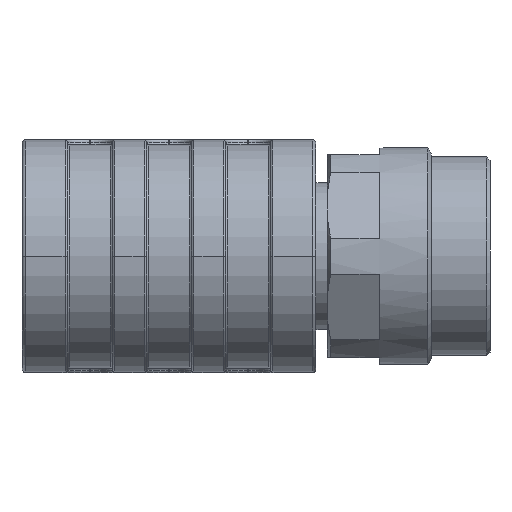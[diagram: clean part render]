
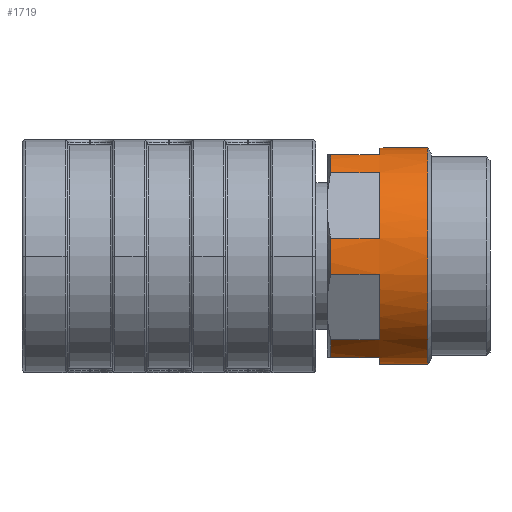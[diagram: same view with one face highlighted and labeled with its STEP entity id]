
A CAD part, front view. The second image highlights one B-rep face of the part: STEP entity #1719.
In plain terms, the highlighted cylindrical face has radius 4.8 mm (diameter 9.6 mm), a full revolution.
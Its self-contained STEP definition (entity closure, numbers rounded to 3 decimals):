
#381=LINE('',#10583,#725);
#382=LINE('',#10584,#726);
#384=LINE('',#10587,#728);
#386=LINE('',#10591,#730);
#388=LINE('',#10596,#732);
#390=LINE('',#10600,#734);
#392=LINE('',#10605,#736);
#394=LINE('',#10609,#738);
#396=LINE('',#10614,#740);
#398=LINE('',#10618,#742);
#400=LINE('',#10623,#744);
#402=LINE('',#10627,#746);
#725=VECTOR('',#8435,1.);
#726=VECTOR('',#8436,1.);
#728=VECTOR('',#8440,1.);
#730=VECTOR('',#8442,1.);
#732=VECTOR('',#8450,1.);
#734=VECTOR('',#8452,1.);
#736=VECTOR('',#8460,1.);
#738=VECTOR('',#8462,1.);
#740=VECTOR('',#8470,1.);
#742=VECTOR('',#8472,1.);
#744=VECTOR('',#8480,1.);
#746=VECTOR('',#8482,1.);
#1719=ADVANCED_FACE('',(#2135,#2136),#1998,.T.);
#1998=CYLINDRICAL_SURFACE('',#6980,4.8);
#2135=FACE_BOUND('',#2464,.T.);
#2136=FACE_BOUND('',#2465,.T.);
#2464=EDGE_LOOP('',(#3619));
#2465=EDGE_LOOP('',(#3620,#3621,#3622,#3623,#3624,#3625,#3626,#3627,#3628,
#3629,#3630,#3631,#3632,#3633,#3634,#3635,#3636,#3637,#3638,#3639,#3640,
#3641,#3642,#3643));
#3619=ORIENTED_EDGE('',*,*,#5514,.T.);
#3620=ORIENTED_EDGE('',*,*,#5546,.F.);
#3621=ORIENTED_EDGE('',*,*,#5539,.T.);
#3622=ORIENTED_EDGE('',*,*,#5551,.F.);
#3623=ORIENTED_EDGE('',*,*,#5552,.T.);
#3624=ORIENTED_EDGE('',*,*,#5549,.F.);
#3625=ORIENTED_EDGE('',*,*,#5527,.T.);
#3626=ORIENTED_EDGE('',*,*,#5556,.F.);
#3627=ORIENTED_EDGE('',*,*,#5557,.T.);
#3628=ORIENTED_EDGE('',*,*,#5554,.F.);
#3629=ORIENTED_EDGE('',*,*,#5531,.T.);
#3630=ORIENTED_EDGE('',*,*,#5561,.F.);
#3631=ORIENTED_EDGE('',*,*,#5562,.T.);
#3632=ORIENTED_EDGE('',*,*,#5559,.F.);
#3633=ORIENTED_EDGE('',*,*,#5519,.T.);
#3634=ORIENTED_EDGE('',*,*,#5566,.F.);
#3635=ORIENTED_EDGE('',*,*,#5567,.T.);
#3636=ORIENTED_EDGE('',*,*,#5564,.F.);
#3637=ORIENTED_EDGE('',*,*,#5535,.T.);
#3638=ORIENTED_EDGE('',*,*,#5571,.F.);
#3639=ORIENTED_EDGE('',*,*,#5572,.T.);
#3640=ORIENTED_EDGE('',*,*,#5569,.F.);
#3641=ORIENTED_EDGE('',*,*,#5523,.T.);
#3642=ORIENTED_EDGE('',*,*,#5547,.F.);
#3643=ORIENTED_EDGE('',*,*,#5544,.T.);
#4773=VERTEX_POINT('',#10474);
#4776=VERTEX_POINT('',#10483);
#4778=VERTEX_POINT('',#10490);
#4780=VERTEX_POINT('',#10498);
#4782=VERTEX_POINT('',#10505);
#4784=VERTEX_POINT('',#10513);
#4786=VERTEX_POINT('',#10520);
#4788=VERTEX_POINT('',#10528);
#4790=VERTEX_POINT('',#10535);
#4792=VERTEX_POINT('',#10543);
#4794=VERTEX_POINT('',#10550);
#4796=VERTEX_POINT('',#10558);
#4798=VERTEX_POINT('',#10565);
#4802=VERTEX_POINT('',#10578);
#4803=VERTEX_POINT('',#10579);
#4804=VERTEX_POINT('',#10588);
#4805=VERTEX_POINT('',#10590);
#4806=VERTEX_POINT('',#10597);
#4807=VERTEX_POINT('',#10599);
#4808=VERTEX_POINT('',#10606);
#4809=VERTEX_POINT('',#10608);
#4810=VERTEX_POINT('',#10615);
#4811=VERTEX_POINT('',#10617);
#4812=VERTEX_POINT('',#10624);
#4813=VERTEX_POINT('',#10626);
#5514=EDGE_CURVE('',#4773,#4773,#6262,.T.);
#5519=EDGE_CURVE('',#4776,#4778,#6265,.T.);
#5523=EDGE_CURVE('',#4780,#4782,#6267,.T.);
#5527=EDGE_CURVE('',#4784,#4786,#6269,.T.);
#5531=EDGE_CURVE('',#4788,#4790,#6271,.T.);
#5535=EDGE_CURVE('',#4792,#4794,#6273,.T.);
#5539=EDGE_CURVE('',#4796,#4798,#6275,.T.);
#5544=EDGE_CURVE('',#4803,#4802,#6279,.T.);
#5546=EDGE_CURVE('',#4796,#4802,#381,.T.);
#5547=EDGE_CURVE('',#4803,#4782,#382,.T.);
#5549=EDGE_CURVE('',#4784,#4804,#384,.T.);
#5551=EDGE_CURVE('',#4805,#4798,#386,.T.);
#5552=EDGE_CURVE('',#4805,#4804,#6280,.T.);
#5554=EDGE_CURVE('',#4788,#4806,#388,.T.);
#5556=EDGE_CURVE('',#4807,#4786,#390,.T.);
#5557=EDGE_CURVE('',#4807,#4806,#6281,.T.);
#5559=EDGE_CURVE('',#4776,#4808,#392,.T.);
#5561=EDGE_CURVE('',#4809,#4790,#394,.T.);
#5562=EDGE_CURVE('',#4809,#4808,#6282,.T.);
#5564=EDGE_CURVE('',#4792,#4810,#396,.T.);
#5566=EDGE_CURVE('',#4811,#4778,#398,.T.);
#5567=EDGE_CURVE('',#4811,#4810,#6283,.T.);
#5569=EDGE_CURVE('',#4780,#4812,#400,.T.);
#5571=EDGE_CURVE('',#4813,#4794,#402,.T.);
#5572=EDGE_CURVE('',#4813,#4812,#6284,.T.);
#6262=CIRCLE('',#6927,4.8);
#6265=CIRCLE('',#6931,4.8);
#6267=CIRCLE('',#6934,4.8);
#6269=CIRCLE('',#6937,4.8);
#6271=CIRCLE('',#6940,4.8);
#6273=CIRCLE('',#6943,4.8);
#6275=CIRCLE('',#6946,4.8);
#6279=CIRCLE('',#6954,4.8);
#6280=CIRCLE('',#6958,4.8);
#6281=CIRCLE('',#6961,4.8);
#6282=CIRCLE('',#6964,4.8);
#6283=CIRCLE('',#6967,4.8);
#6284=CIRCLE('',#6970,4.8);
#6927=AXIS2_PLACEMENT_3D('',#10473,#8375,#8376);
#6931=AXIS2_PLACEMENT_3D('',#10491,#8383,#8384);
#6934=AXIS2_PLACEMENT_3D('',#10506,#8389,#8390);
#6937=AXIS2_PLACEMENT_3D('',#10521,#8395,#8396);
#6940=AXIS2_PLACEMENT_3D('',#10536,#8401,#8402);
#6943=AXIS2_PLACEMENT_3D('',#10551,#8407,#8408);
#6946=AXIS2_PLACEMENT_3D('',#10566,#8413,#8414);
#6954=AXIS2_PLACEMENT_3D('',#10580,#8430,#8431);
#6958=AXIS2_PLACEMENT_3D('',#10593,#8445,#8446);
#6961=AXIS2_PLACEMENT_3D('',#10602,#8455,#8456);
#6964=AXIS2_PLACEMENT_3D('',#10611,#8465,#8466);
#6967=AXIS2_PLACEMENT_3D('',#10620,#8475,#8476);
#6970=AXIS2_PLACEMENT_3D('',#10629,#8485,#8486);
#6980=AXIS2_PLACEMENT_3D('',#10643,#8505,#8506);
#8375=DIRECTION('',(-1.,0.,0.));
#8376=DIRECTION('',(0.,0.,1.));
#8383=DIRECTION('',(1.,0.,0.));
#8384=DIRECTION('',(0.,0.,1.));
#8389=DIRECTION('',(1.,0.,0.));
#8390=DIRECTION('',(0.,0.,1.));
#8395=DIRECTION('',(1.,0.,0.));
#8396=DIRECTION('',(0.,0.,1.));
#8401=DIRECTION('',(1.,0.,0.));
#8402=DIRECTION('',(0.,0.,1.));
#8407=DIRECTION('',(1.,0.,0.));
#8408=DIRECTION('',(0.,0.,1.));
#8413=DIRECTION('',(1.,0.,0.));
#8414=DIRECTION('',(0.,0.,1.));
#8430=DIRECTION('',(1.,0.,0.));
#8431=DIRECTION('',(0.,0.,1.));
#8435=DIRECTION('',(1.,0.,0.));
#8436=DIRECTION('',(-1.,0.,0.));
#8440=DIRECTION('',(1.,0.,0.));
#8442=DIRECTION('',(-1.,0.,0.));
#8445=DIRECTION('',(1.,0.,0.));
#8446=DIRECTION('',(0.,0.,1.));
#8450=DIRECTION('',(1.,0.,0.));
#8452=DIRECTION('',(-1.,0.,0.));
#8455=DIRECTION('',(1.,0.,0.));
#8456=DIRECTION('',(0.,0.,1.));
#8460=DIRECTION('',(1.,0.,0.));
#8462=DIRECTION('',(-1.,0.,0.));
#8465=DIRECTION('',(1.,0.,0.));
#8466=DIRECTION('',(0.,0.,1.));
#8470=DIRECTION('',(1.,0.,0.));
#8472=DIRECTION('',(-1.,0.,0.));
#8475=DIRECTION('',(1.,0.,0.));
#8476=DIRECTION('',(0.,0.,1.));
#8480=DIRECTION('',(1.,0.,0.));
#8482=DIRECTION('',(-1.,0.,0.));
#8485=DIRECTION('',(1.,0.,0.));
#8486=DIRECTION('',(0.,0.,1.));
#8505=DIRECTION('',(1.,0.,0.));
#8506=DIRECTION('',(0.,0.,-1.));
#10473=CARTESIAN_POINT('',(60.254,1.41,48.59));
#10474=CARTESIAN_POINT('',(60.254,1.41,53.39));
#10483=CARTESIAN_POINT('',(55.954,4.471,52.288));
#10490=CARTESIAN_POINT('',(55.954,3.079,53.091));
#10491=CARTESIAN_POINT('',(55.954,1.41,48.59));
#10498=CARTESIAN_POINT('',(55.954,-3.323,49.393));
#10505=CARTESIAN_POINT('',(55.954,-3.323,47.786));
#10506=CARTESIAN_POINT('',(55.954,1.41,48.59));
#10513=CARTESIAN_POINT('',(55.954,3.081,44.091));
#10520=CARTESIAN_POINT('',(55.954,4.472,44.894));
#10521=CARTESIAN_POINT('',(55.954,1.41,48.59));
#10528=CARTESIAN_POINT('',(55.954,6.142,47.788));
#10535=CARTESIAN_POINT('',(55.954,6.142,49.395));
#10536=CARTESIAN_POINT('',(55.954,1.41,48.59));
#10543=CARTESIAN_POINT('',(55.954,-0.262,53.09));
#10550=CARTESIAN_POINT('',(55.954,-1.653,52.286));
#10551=CARTESIAN_POINT('',(55.954,1.41,48.59));
#10558=CARTESIAN_POINT('',(55.954,-1.652,44.893));
#10565=CARTESIAN_POINT('',(55.954,-0.26,44.09));
#10566=CARTESIAN_POINT('',(55.954,1.41,48.59));
#10578=CARTESIAN_POINT('',(58.104,-1.652,44.893));
#10579=CARTESIAN_POINT('',(58.104,-3.323,47.786));
#10580=CARTESIAN_POINT('',(58.104,1.41,48.59));
#10583=CARTESIAN_POINT('',(87.804,-1.652,44.893));
#10584=CARTESIAN_POINT('',(87.804,-3.323,47.786));
#10587=CARTESIAN_POINT('',(87.804,3.081,44.091));
#10588=CARTESIAN_POINT('',(58.104,3.081,44.091));
#10590=CARTESIAN_POINT('',(58.104,-0.26,44.09));
#10591=CARTESIAN_POINT('',(87.804,-0.26,44.09));
#10593=CARTESIAN_POINT('',(58.104,1.41,48.59));
#10596=CARTESIAN_POINT('',(87.804,6.142,47.788));
#10597=CARTESIAN_POINT('',(58.104,6.142,47.788));
#10599=CARTESIAN_POINT('',(58.104,4.472,44.894));
#10600=CARTESIAN_POINT('',(87.804,4.472,44.894));
#10602=CARTESIAN_POINT('',(58.104,1.41,48.59));
#10605=CARTESIAN_POINT('',(87.804,4.471,52.288));
#10606=CARTESIAN_POINT('',(58.104,4.471,52.288));
#10608=CARTESIAN_POINT('',(58.104,6.142,49.395));
#10609=CARTESIAN_POINT('',(87.804,6.142,49.395));
#10611=CARTESIAN_POINT('',(58.104,1.41,48.59));
#10614=CARTESIAN_POINT('',(87.804,-0.262,53.09));
#10615=CARTESIAN_POINT('',(58.104,-0.262,53.09));
#10617=CARTESIAN_POINT('',(58.104,3.079,53.091));
#10618=CARTESIAN_POINT('',(87.804,3.079,53.091));
#10620=CARTESIAN_POINT('',(58.104,1.41,48.59));
#10623=CARTESIAN_POINT('',(87.804,-3.323,49.393));
#10624=CARTESIAN_POINT('',(58.104,-3.323,49.393));
#10626=CARTESIAN_POINT('',(58.104,-1.653,52.286));
#10627=CARTESIAN_POINT('',(87.804,-1.653,52.286));
#10629=CARTESIAN_POINT('',(58.104,1.41,48.59));
#10643=CARTESIAN_POINT('',(87.804,1.41,48.59));
